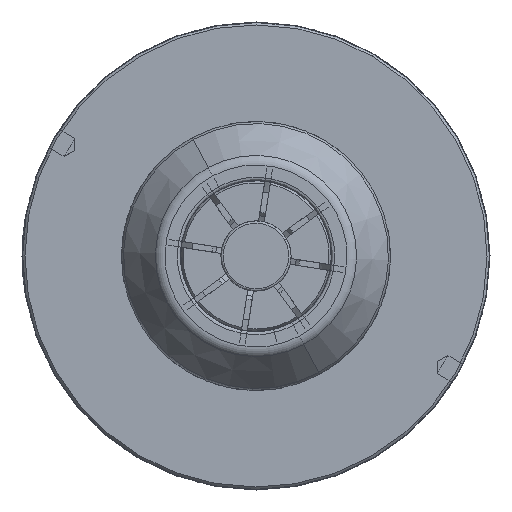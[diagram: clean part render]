
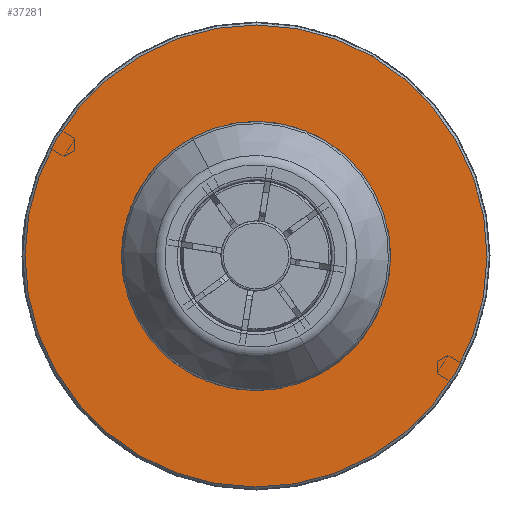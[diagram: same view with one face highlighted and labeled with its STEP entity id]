
A CAD part, left-side view. The second image highlights one B-rep face of the part: STEP entity #37281.
In plain terms, the highlighted planar face has unit normal (-1, 0, 0).
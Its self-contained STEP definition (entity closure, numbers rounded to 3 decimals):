
#165 = VERTEX_POINT ( 'NONE', #41224 ) ;
#492 = VERTEX_POINT ( 'NONE', #41205 ) ;
#613 = VERTEX_POINT ( 'NONE', #41450 ) ;
#795 = VERTEX_POINT ( 'NONE', #18610 ) ;
#1217 = EDGE_LOOP ( 'NONE', ( #38144, #37282 ) ) ;
#1239 = EDGE_LOOP ( 'NONE', ( #37274, #37094 ) ) ;
#3563 = AXIS2_PLACEMENT_3D ( 'NONE', #5946, #5947, #5948 ) ;
#5945 = PLANE ( 'NONE',  #3563 ) ;
#5946 = CARTESIAN_POINT ( 'NONE',  ( -9.4, -19.95, 0. ) ) ;
#5947 = DIRECTION ( 'NONE',  ( 1., 0., 0. ) ) ;
#5948 = DIRECTION ( 'NONE',  ( 0., 0., -1. ) ) ;
#15444 = FACE_BOUND ( 'NONE', #1217, .T. ) ;
#15445 = FACE_OUTER_BOUND ( 'NONE', #1239, .T. ) ;
#16821 = EDGE_CURVE ( 'NONE', #795, #492, #23335, .T. ) ;
#16855 = EDGE_CURVE ( 'NONE', #165, #613, #23510, .T. ) ;
#16952 = EDGE_CURVE ( 'NONE', #613, #165, #23421, .T. ) ;
#16961 = EDGE_CURVE ( 'NONE', #492, #795, #23416, .T. ) ;
#18610 = CARTESIAN_POINT ( 'NONE',  ( -9.4, 0., -10.2 ) ) ;
#23335 = CIRCLE ( 'NONE', #23544, 10.2 ) ;
#23408 = AXIS2_PLACEMENT_3D ( 'NONE', #39030, #39029, #39028 ) ;
#23416 = CIRCLE ( 'NONE', #23408, 10.2 ) ;
#23418 = AXIS2_PLACEMENT_3D ( 'NONE', #39021, #38973, #38964 ) ;
#23421 = CIRCLE ( 'NONE', #23418, 19.75 ) ;
#23510 = CIRCLE ( 'NONE', #23511, 19.75 ) ;
#23511 = AXIS2_PLACEMENT_3D ( 'NONE', #24896, #25071, #25137 ) ;
#23544 = AXIS2_PLACEMENT_3D ( 'NONE', #25020, #25042, #24794 ) ;
#24794 = DIRECTION ( 'NONE',  ( 0., 0., -1. ) ) ;
#24896 = CARTESIAN_POINT ( 'NONE',  ( -9.4, 0., 0. ) ) ;
#25020 = CARTESIAN_POINT ( 'NONE',  ( -9.4, 0., 0. ) ) ;
#25042 = DIRECTION ( 'NONE',  ( 1., 0., 0. ) ) ;
#25071 = DIRECTION ( 'NONE',  ( -1., 0., 0. ) ) ;
#25137 = DIRECTION ( 'NONE',  ( 0., 0., -1. ) ) ;
#37094 = ORIENTED_EDGE ( 'NONE', *, *, #16952, .T. ) ;
#37274 = ORIENTED_EDGE ( 'NONE', *, *, #16855, .T. ) ;
#37281 = ADVANCED_FACE ( 'NONE', ( #15444, #15445 ), #5945, .F. ) ;
#37282 = ORIENTED_EDGE ( 'NONE', *, *, #16821, .T. ) ;
#38144 = ORIENTED_EDGE ( 'NONE', *, *, #16961, .T. ) ;
#38964 = DIRECTION ( 'NONE',  ( 0., 0., -1. ) ) ;
#38973 = DIRECTION ( 'NONE',  ( -1., 0., 0. ) ) ;
#39021 = CARTESIAN_POINT ( 'NONE',  ( -9.4, 0., 0. ) ) ;
#39028 = DIRECTION ( 'NONE',  ( 0., 0., -1. ) ) ;
#39029 = DIRECTION ( 'NONE',  ( 1., 0., 0. ) ) ;
#39030 = CARTESIAN_POINT ( 'NONE',  ( -9.4, 0., 0. ) ) ;
#41205 = CARTESIAN_POINT ( 'NONE',  ( -9.4, 0., 10.2 ) ) ;
#41224 = CARTESIAN_POINT ( 'NONE',  ( -9.4, 0., -19.75 ) ) ;
#41450 = CARTESIAN_POINT ( 'NONE',  ( -9.4, 0., 19.75 ) ) ;
